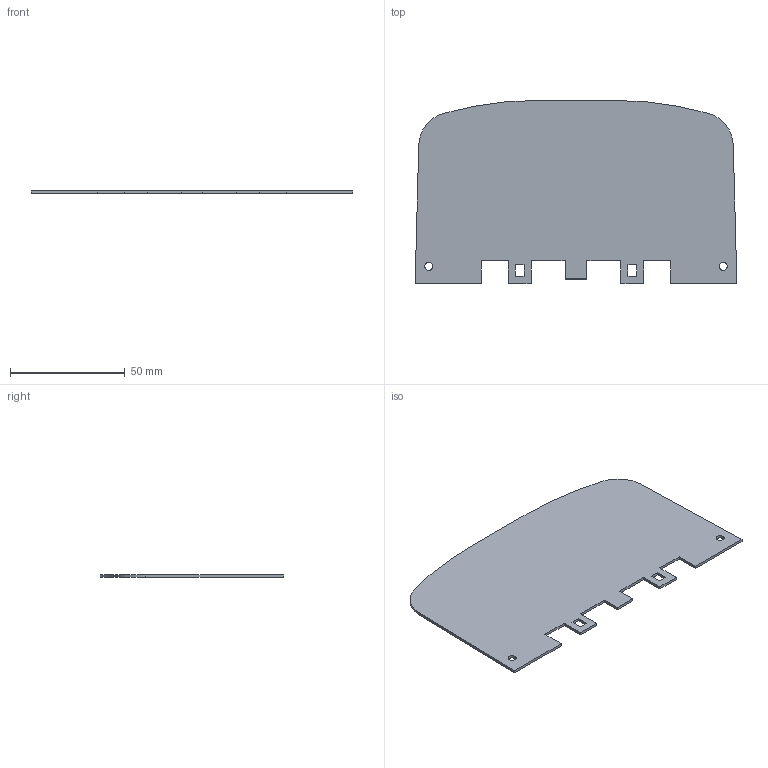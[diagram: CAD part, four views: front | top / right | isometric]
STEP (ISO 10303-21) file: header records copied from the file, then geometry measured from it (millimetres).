
FILE_DESCRIPTION(/* description */ (''),/* implementation_level */ '2;1');
FILE_NAME(/* name */ '3NX2054_000154055.stp',/* time_stamp */ '2024-10-21T15:09:23+02:00',/* author */ (''),/* organization */ (''),/* preprocessor_version */ 'ST-DEVELOPER v18.101',/* originating_system */ 'SIEMENS PLM Software NX 2007',/* authorisation */ '');
FILE_SCHEMA (('AUTOMOTIVE_DESIGN { 1 0 10303 214 3 1 1 1 }'));
Length unit declared in the file: millimetre
Products named in the file (1): 3NX2054_000154055_stp
Bounding box: 140 x 79.7 x 1.2 mm (x, y, z)
Volume: 12046.3 mm3; surface area: 20734.1 mm2
Topology: 1 solids, 1 shells, 36 faces, 102 edges, 68 vertices
Faces by surface type: plane 30, cylinder 6
Full cylindrical faces by diameter (mm): 3.5 x2
Entity records: 1441 total; most frequent: CARTESIAN_POINT 205, ORIENTED_EDGE 200, DIRECTION 186, EDGE_CURVE 100, LINE 88, VECTOR 88, VERTEX_POINT 68, AXIS2_PLACEMENT_3D 49
